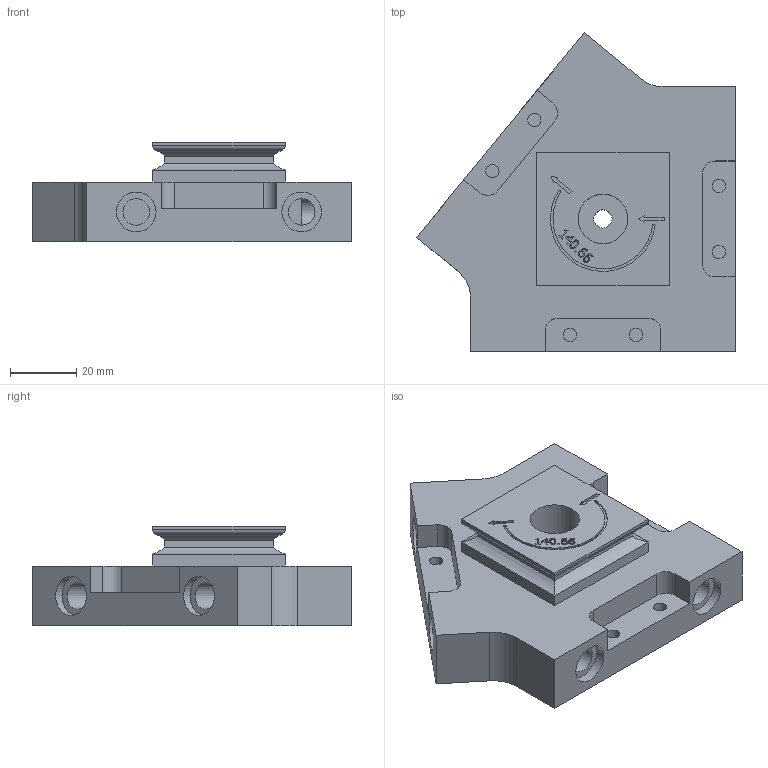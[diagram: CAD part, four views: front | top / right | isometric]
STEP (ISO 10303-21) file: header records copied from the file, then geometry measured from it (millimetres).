
FILE_DESCRIPTION(/* description */ (''),/* implementation_level */ '2;1');
FILE_NAME(/* name */ 'Rail-Angle140.66.stp',/* time_stamp */ '2023-06-07T23:18:18+02:00',/* author */ ('hello'),/* organization */ (''),/* preprocessor_version */ 'ST-DEVELOPER v19.2',/* originating_system */ 'Autodesk Inventor 2023',/* authorisation */ '');
FILE_SCHEMA (('AUTOMOTIVE_DESIGN { 1 0 10303 214 3 1 1 }'));
Length unit declared in the file: millimetre
Products named in the file (1): Rail-Angle140.66
Bounding box: 96.29 x 96.29 x 30 mm (x, y, z)
Volume: 112583.6 mm3; surface area: 26555.1 mm2
Topology: 1 solids, 1 shells, 217 faces, 523 edges, 341 vertices
Faces by surface type: plane 122, bspline 51, cylinder 44
Full cylindrical faces by diameter (mm): 4 x6, 5.5 x1, 8.05 x6, 12 x6, 15 x1
Entity records: 6748 total; most frequent: CARTESIAN_POINT 1899, ORIENTED_EDGE 1046, DIRECTION 833, EDGE_CURVE 523, LINE 343, VECTOR 343, VERTEX_POINT 341, EDGE_LOOP 254
